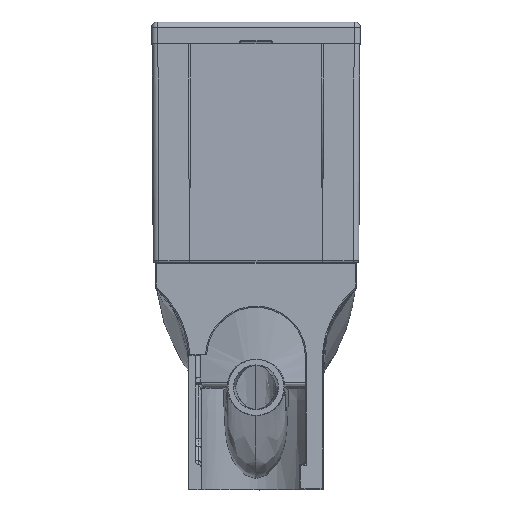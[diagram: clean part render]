
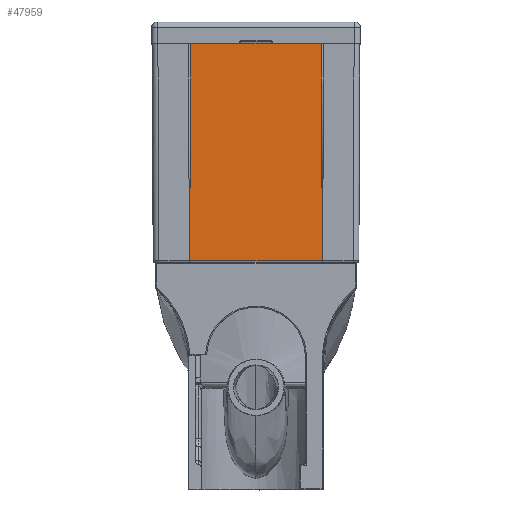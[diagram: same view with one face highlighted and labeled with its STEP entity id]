
A CAD part, top view. The second image highlights one B-rep face of the part: STEP entity #47959.
In plain terms, the highlighted face is planar.
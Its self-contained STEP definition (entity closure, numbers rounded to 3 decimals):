
#378 = CARTESIAN_POINT ( 'NONE',  ( -118.483, 387.024, -71.538 ) ) ;
#734 = B_SPLINE_CURVE_WITH_KNOTS ( 'NONE', 3,
 ( #70045, #378, #42684, #31666 ),
 .UNSPECIFIED., .F., .F.,
 ( 4, 4 ),
 ( 0., 0. ),
 .UNSPECIFIED. ) ;
#1680 = VECTOR ( 'NONE', #26356, 1000. ) ;
#1738 = CARTESIAN_POINT ( 'NONE',  ( -118.483, 387.017, -71.538 ) ) ;
#3454 = VERTEX_POINT ( 'NONE', #59403 ) ;
#4087 = B_SPLINE_CURVE_WITH_KNOTS ( 'NONE', 3,
 ( #33264, #6614, #27581, #44633 ),
 .UNSPECIFIED., .F., .F.,
 ( 4, 4 ),
 ( 0., 0. ),
 .UNSPECIFIED. ) ;
#4132 = VERTEX_POINT ( 'NONE', #44000 ) ;
#4771 = DIRECTION ( 'NONE',  ( 1., 0., 0. ) ) ;
#6614 = CARTESIAN_POINT ( 'NONE',  ( 118.483, 387.031, -71.538 ) ) ;
#7922 = CARTESIAN_POINT ( 'NONE',  ( -116.3, 0., -76.5 ) ) ;
#8421 = EDGE_CURVE ( 'NONE', #57761, #11014, #58434, .T. ) ;
#9421 = ORIENTED_EDGE ( 'NONE', *, *, #17797, .T. ) ;
#9451 = PLANE ( 'NONE',  #33775 ) ;
#10017 = LINE ( 'NONE', #31682, #1680 ) ;
#11014 = VERTEX_POINT ( 'NONE', #57825 ) ;
#12979 = ORIENTED_EDGE ( 'NONE', *, *, #17427, .T. ) ;
#14098 = CARTESIAN_POINT ( 'NONE',  ( 0., 0.981, -76.487 ) ) ;
#14680 = EDGE_CURVE ( 'NONE', #18499, #4132, #10017, .T. ) ;
#14740 = CARTESIAN_POINT ( 'NONE',  ( 118.5, 387.038, -71.538 ) ) ;
#14798 = FACE_OUTER_BOUND ( 'NONE', #27670, .T. ) ;
#15498 = VERTEX_POINT ( 'NONE', #1738 ) ;
#17427 = EDGE_CURVE ( 'NONE', #4132, #15498, #50216, .T. ) ;
#17797 = EDGE_CURVE ( 'NONE', #15498, #57761, #734, .T. ) ;
#18499 = VERTEX_POINT ( 'NONE', #27218 ) ;
#19412 = LINE ( 'NONE', #41069, #53472 ) ;
#26356 = DIRECTION ( 'NONE',  ( -1., 0., 0. ) ) ;
#27218 = CARTESIAN_POINT ( 'NONE',  ( 116.3, 0., -76.5 ) ) ;
#27581 = CARTESIAN_POINT ( 'NONE',  ( 118.483, 387.024, -71.538 ) ) ;
#27659 = CARTESIAN_POINT ( 'NONE',  ( -118.483, 387.038, -71.538 ) ) ;
#27670 = EDGE_LOOP ( 'NONE', ( #9421, #36380, #34341, #58260, #28802, #12979 ) ) ;
#28802 = ORIENTED_EDGE ( 'NONE', *, *, #14680, .T. ) ;
#29519 = EDGE_CURVE ( 'NONE', #18499, #3454, #19412, .T. ) ;
#31666 = CARTESIAN_POINT ( 'NONE',  ( -118.483, 387.038, -71.538 ) ) ;
#31682 = CARTESIAN_POINT ( 'NONE',  ( -185., 0., -76.5 ) ) ;
#33264 = CARTESIAN_POINT ( 'NONE',  ( 118.483, 387.038, -71.538 ) ) ;
#33775 = AXIS2_PLACEMENT_3D ( 'NONE', #14098, #69504, #53515 ) ;
#34341 = ORIENTED_EDGE ( 'NONE', *, *, #58410, .T. ) ;
#36380 = ORIENTED_EDGE ( 'NONE', *, *, #8421, .T. ) ;
#41069 = CARTESIAN_POINT ( 'NONE',  ( 117.4, 195., -74. ) ) ;
#42684 = CARTESIAN_POINT ( 'NONE',  ( -118.483, 387.031, -71.538 ) ) ;
#44000 = CARTESIAN_POINT ( 'NONE',  ( -116.3, 0., -76.5 ) ) ;
#44633 = CARTESIAN_POINT ( 'NONE',  ( 118.483, 387.017, -71.538 ) ) ;
#47959 = ADVANCED_FACE ( 'NONE', ( #14798 ), #9451, .F. ) ;
#50216 = LINE ( 'NONE', #7922, #50358 ) ;
#50358 = VECTOR ( 'NONE', #61591, 1000. ) ;
#53472 = VECTOR ( 'NONE', #57079, 1000. ) ;
#53515 = DIRECTION ( 'NONE',  ( 0., -1., -0.013 ) ) ;
#57079 = DIRECTION ( 'NONE',  ( 0.006, 1., 0.013 ) ) ;
#57761 = VERTEX_POINT ( 'NONE', #27659 ) ;
#57825 = CARTESIAN_POINT ( 'NONE',  ( 118.483, 387.038, -71.538 ) ) ;
#58260 = ORIENTED_EDGE ( 'NONE', *, *, #29519, .F. ) ;
#58410 = EDGE_CURVE ( 'NONE', #11014, #3454, #4087, .T. ) ;
#58434 = LINE ( 'NONE', #14740, #66446 ) ;
#59403 = CARTESIAN_POINT ( 'NONE',  ( 118.483, 387.017, -71.538 ) ) ;
#61591 = DIRECTION ( 'NONE',  ( -0.006, 1., 0.013 ) ) ;
#66446 = VECTOR ( 'NONE', #4771, 1000. ) ;
#69504 = DIRECTION ( 'NONE',  ( 0., -0.013, 1. ) ) ;
#70045 = CARTESIAN_POINT ( 'NONE',  ( -118.483, 387.017, -71.538 ) ) ;
